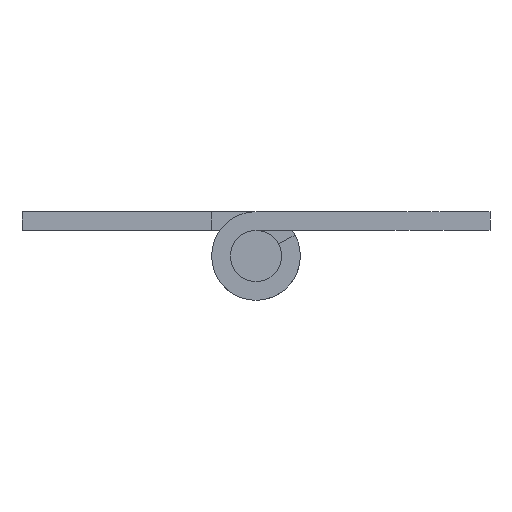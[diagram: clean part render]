
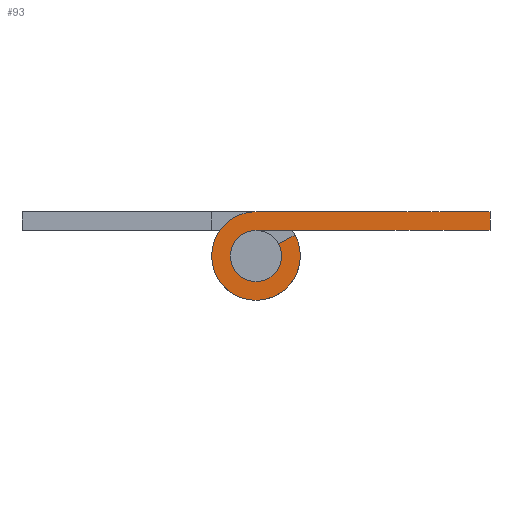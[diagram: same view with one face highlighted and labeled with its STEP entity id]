
A CAD part, front view. The second image highlights one B-rep face of the part: STEP entity #93.
In plain terms, the highlighted planar face has unit normal (0, -1, 0).
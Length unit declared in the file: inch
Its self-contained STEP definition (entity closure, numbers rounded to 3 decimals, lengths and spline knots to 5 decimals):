
#1 = VERTEX_POINT ( 'NONE', #1705 ) ;
#12 = CARTESIAN_POINT ( 'NONE',  ( 0., -1., -0.05469 ) ) ;
#44 = CARTESIAN_POINT ( 'NONE',  ( 0.04821, -1., 0.02581 ) ) ;
#62 = CARTESIAN_POINT ( 'NONE',  ( 0.5, -1., 0.05469 ) ) ;
#66 = CARTESIAN_POINT ( 'NONE',  ( 0., -1., 0.05469 ) ) ;
#71 = CARTESIAN_POINT ( 'NONE',  ( 0., -1., 0.09469 ) ) ;
#93 = ADVANCED_FACE ( 'NONE', ( #1854 ), #2009, .F. ) ;
#152 = CARTESIAN_POINT ( 'NONE',  ( 0., -1., 0.05469 ) ) ;
#153 = DIRECTION ( 'NONE',  ( -1., 0., 0. ) ) ;
#263 = DIRECTION ( 'NONE',  ( 0., 0., -1. ) ) ;
#304 = CARTESIAN_POINT ( 'NONE',  ( 0.5, -1., 0.09469 ) ) ;
#309 = DIRECTION ( 'NONE',  ( 1., 0., 0. ) ) ;
#337 = CARTESIAN_POINT ( 'NONE',  ( 0., -1., 0. ) ) ;
#338 = DIRECTION ( 'NONE',  ( 0., -1., 0. ) ) ;
#339 = DIRECTION ( 'NONE',  ( 0., 0., 1. ) ) ;
#363 = CARTESIAN_POINT ( 'NONE',  ( 0.08348, -1., 0.04469 ) ) ;
#364 = DIRECTION ( 'NONE',  ( 0.882, 0., 0.472 ) ) ;
#365 = CARTESIAN_POINT ( 'NONE',  ( 0., -1., 0. ) ) ;
#366 = DIRECTION ( 'NONE',  ( 0., 1., 0. ) ) ;
#367 = DIRECTION ( 'NONE',  ( 0., 0., 1. ) ) ;
#394 = CARTESIAN_POINT ( 'NONE',  ( 0.08348, -1., 0.04469 ) ) ;
#428 = CARTESIAN_POINT ( 'NONE',  ( 0., -1., -0.09469 ) ) ;
#445 = EDGE_CURVE ( 'NONE', #1441, #1, #1956, .T. ) ;
#451 = EDGE_CURVE ( 'NONE', #1, #1273, #1970, .T. ) ;
#463 = EDGE_CURVE ( 'NONE', #1273, #1277, #1993, .T. ) ;
#530 = EDGE_LOOP ( 'NONE', ( #536, #537, #538, #539, #540, #541, #542, #543 ) ) ;
#536 = ORIENTED_EDGE ( 'NONE', *, *, #1578, .F. ) ;
#537 = ORIENTED_EDGE ( 'NONE', *, *, #463, .F. ) ;
#538 = ORIENTED_EDGE ( 'NONE', *, *, #451, .F. ) ;
#539 = ORIENTED_EDGE ( 'NONE', *, *, #445, .F. ) ;
#540 = ORIENTED_EDGE ( 'NONE', *, *, #1491, .F. ) ;
#541 = ORIENTED_EDGE ( 'NONE', *, *, #1589, .F. ) ;
#542 = ORIENTED_EDGE ( 'NONE', *, *, #1591, .F. ) ;
#543 = ORIENTED_EDGE ( 'NONE', *, *, #1487, .F. ) ;
#994 = VERTEX_POINT ( 'NONE', #12 ) ;
#1213 = CIRCLE ( 'NONE', #2133, 0.05469 ) ;
#1223 = CIRCLE ( 'NONE', #2135, 0.09469 ) ;
#1256 = VERTEX_POINT ( 'NONE', #44 ) ;
#1273 = VERTEX_POINT ( 'NONE', #62 ) ;
#1277 = VERTEX_POINT ( 'NONE', #66 ) ;
#1352 = CARTESIAN_POINT ( 'NONE',  ( 0., -1., 0. ) ) ;
#1353 = DIRECTION ( 'NONE',  ( 0., -1., 0. ) ) ;
#1354 = DIRECTION ( 'NONE',  ( 0., 0., 1. ) ) ;
#1362 = CARTESIAN_POINT ( 'NONE',  ( 0., -1., 0. ) ) ;
#1363 = DIRECTION ( 'NONE',  ( 0., 1., 0. ) ) ;
#1364 = DIRECTION ( 'NONE',  ( 0., 0., 1. ) ) ;
#1441 = VERTEX_POINT ( 'NONE', #71 ) ;
#1487 = EDGE_CURVE ( 'NONE', #994, #1256, #1213, .T. ) ;
#1491 = EDGE_CURVE ( 'NONE', #2018, #1441, #1223, .T. ) ;
#1578 = EDGE_CURVE ( 'NONE', #1277, #994, #1822, .T. ) ;
#1589 = EDGE_CURVE ( 'NONE', #1659, #2018, #1843, .T. ) ;
#1591 = EDGE_CURVE ( 'NONE', #1256, #1659, #1845, .T. ) ;
#1659 = VERTEX_POINT ( 'NONE', #394 ) ;
#1705 = CARTESIAN_POINT ( 'NONE',  ( 0.5, -1., 0.09469 ) ) ;
#1822 = CIRCLE ( 'NONE', #2168, 0.05469 ) ;
#1843 = CIRCLE ( 'NONE', #2175, 0.09469 ) ;
#1845 = LINE ( 'NONE', #363, #1847 ) ;
#1847 = VECTOR ( 'NONE', #364, 39.37008 ) ;
#1854 = FACE_OUTER_BOUND ( 'NONE', #530, .T. ) ;
#1956 = LINE ( 'NONE', #304, #1963 ) ;
#1963 = VECTOR ( 'NONE', #309, 39.37008 ) ;
#1970 = LINE ( 'NONE', #2239, #1975 ) ;
#1975 = VECTOR ( 'NONE', #263, 39.37008 ) ;
#1993 = LINE ( 'NONE', #152, #1996 ) ;
#1996 = VECTOR ( 'NONE', #153, 39.37008 ) ;
#2006 = DIRECTION ( 'NONE',  ( 0., 0., 1. ) ) ;
#2007 = DIRECTION ( 'NONE',  ( 0., 1., 0. ) ) ;
#2008 = CARTESIAN_POINT ( 'NONE',  ( 0., -1., 0. ) ) ;
#2009 = PLANE ( 'NONE',  #2035 ) ;
#2018 = VERTEX_POINT ( 'NONE', #428 ) ;
#2035 = AXIS2_PLACEMENT_3D ( 'NONE', #2008, #2007, #2006 ) ;
#2133 = AXIS2_PLACEMENT_3D ( 'NONE', #1352, #1353, #1354 ) ;
#2135 = AXIS2_PLACEMENT_3D ( 'NONE', #1362, #1363, #1364 ) ;
#2168 = AXIS2_PLACEMENT_3D ( 'NONE', #337, #338, #339 ) ;
#2175 = AXIS2_PLACEMENT_3D ( 'NONE', #365, #366, #367 ) ;
#2239 = CARTESIAN_POINT ( 'NONE',  ( 0.5, -1., 0.05469 ) ) ;
